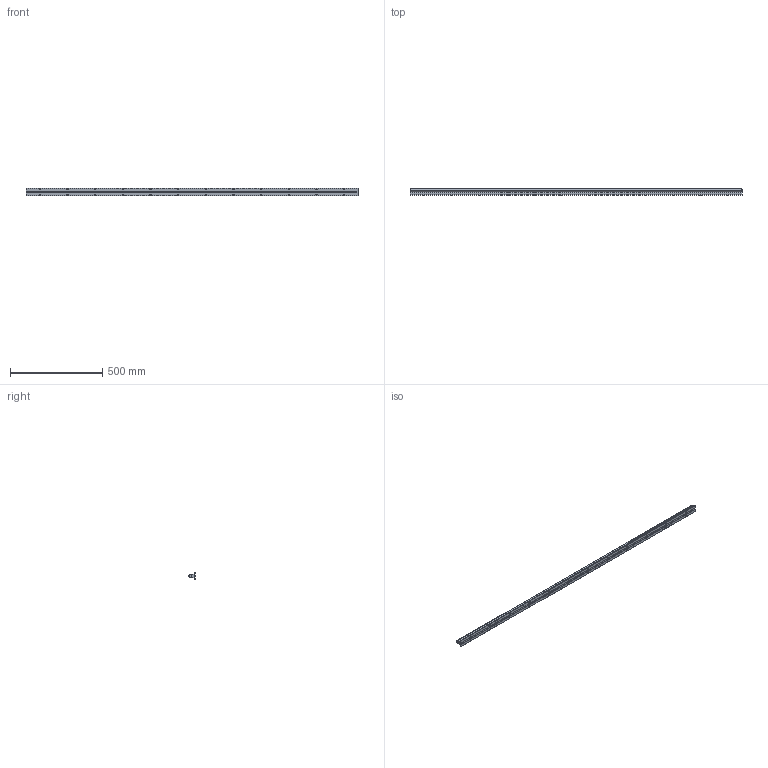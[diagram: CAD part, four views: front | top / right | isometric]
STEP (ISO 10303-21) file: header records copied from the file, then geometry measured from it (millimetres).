
FILE_DESCRIPTION (( 'STEP AP214' ), '1' );
FILE_NAME ('SBR16 1800L N=75.STEP', '2018-01-02T14:47:20', ( '砐錪賧瘔蠈錪 Windows' ), ( '' ), 'SwSTEP 2.0', 'SolidWorks 2016', '' );
FILE_SCHEMA (( 'AUTOMOTIVE_DESIGN' ));
Length unit declared in the file: millimetre
Products named in the file (1): SBR16 1800L N=75
Bounding box: 1800 x 33 x 40 mm (x, y, z)
Volume: 1064921.4 mm3; surface area: 300936.9 mm2
Topology: 14 solids, 14 shells, 666 faces, 1730 edges, 1068 vertices
Faces by surface type: cylinder 325, plane 241, cone 52, torus 48
Entity records: 24975 total; most frequent: CARTESIAN_POINT 5337, ORIENTED_EDGE 3412, DIRECTION 3238, EDGE_CURVE 1706, AXIS2_PLACEMENT_3D 1225, VERTEX_POINT 1068, LINE 788, VECTOR 788
